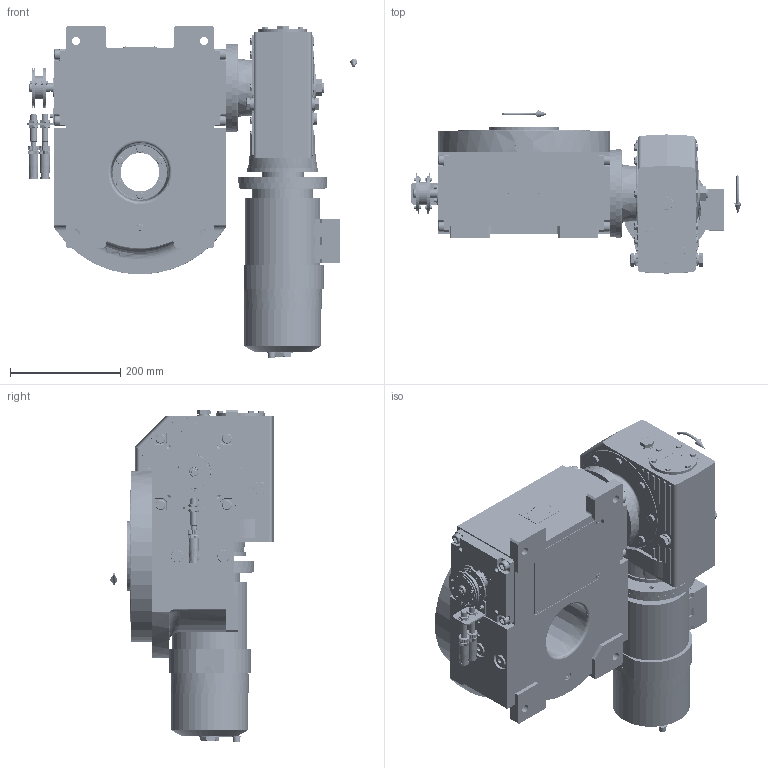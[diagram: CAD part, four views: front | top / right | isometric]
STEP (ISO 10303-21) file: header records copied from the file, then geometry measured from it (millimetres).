
FILE_DESCRIPTION (( 'STEP AP203' ), '1' );
FILE_NAME ('PC5105275.step', '2026-02-09T14:39:31', ( '' ), ( '' ), 'SwSTEP 2.0', 'SolidWorks 2020', '' );
FILE_SCHEMA (( 'CONFIG_CONTROL_DESIGN' ));
Length unit declared in the file: millimetre
Products named in the file (96): cfn2003_01_054; freccia_angolare; AS_900_00_00_005; cfn2128_04_002; olio_agip_blasia_150; RIG09_021_AF0.stp; cfn2000_01_099; 900_38_10_028; cfn2077_01_036; rig09_017; cfn2000_01_081; rig09_004; AS_cfn2400_04_024; CFN2223_02_003.stp; cfn2276_01_056; rig09_010_s_001; CFN2223_02_004.stp; cfn2055_01_002; rig09_007_master; BA71B5; 900_00_00_005; cfn2151_01_167; CFN2203_02_002.stp; AS_rig09_004; cfn2205_01_015; cfn2000_01_126; AS_rig09_017; cfn2104_01_018; freccia_angolare_albero; cfn2476_01_002_60x46; AS_rig09_071_8_m; cfn2000_01_161; cfn2128_19_002; rig09_016; CBF85_F3_LCB_SX_71B5; cfn2400_04_024; CFN2010_01_020.stp; cfn2115_02_194; cfn2155_01_196; RIG09_005_ASM.stp ...
Assembly tree (88 placements, depth 5):
  olio_agip_blasia_150
  cfn2077_01_036
  CFN2223_02_003.stp
  cfn2276_01_056
  CFN2223_02_004.stp
Bounding box: 599.5 x 296 x 601.67 mm (x, y, z)
Volume: 16406387.6 mm3; surface area: 2021290.4 mm2
Topology: 76 solids, 76 shells, 5756 faces, 14550 edges, 9296 vertices
Faces by surface type: plane 2743, cylinder 1967, cone 894, torus 146, sphere 4, bspline 2
Entity records: 165029 total; most frequent: CARTESIAN_POINT 42898, DIRECTION 23563, ORIENTED_EDGE 23152, EDGE_CURVE 11576, AXIS2_PLACEMENT_3D 8593, VERTEX_POINT 7470, LINE 6377, VECTOR 6377
